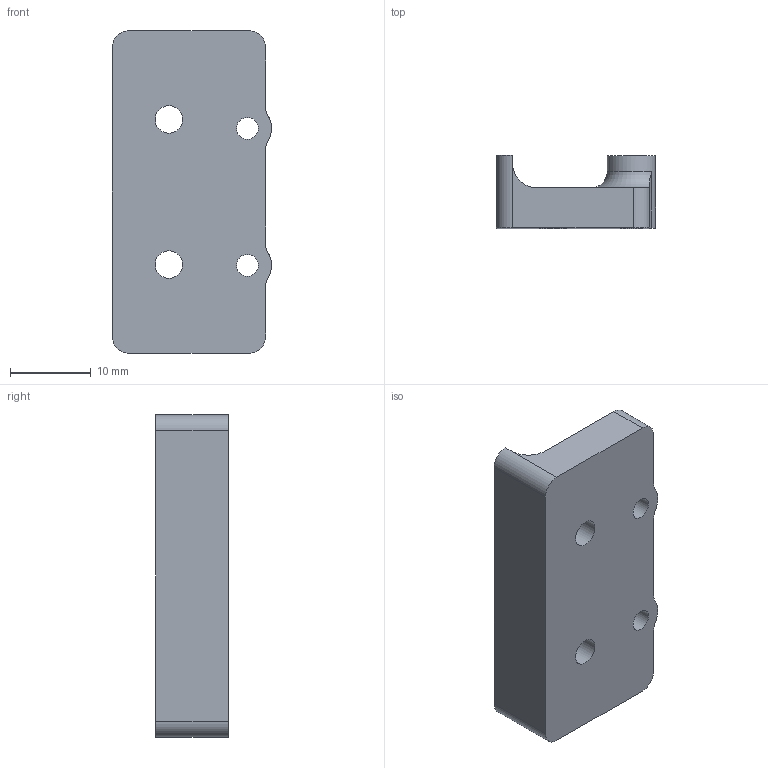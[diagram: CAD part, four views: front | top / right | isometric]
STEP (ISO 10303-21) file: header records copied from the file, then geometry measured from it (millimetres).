
FILE_DESCRIPTION(/* description */ ('STEP AP203','CAx-IF Rec.Pracs.---Representation and Presentation of Product Manufacturing Information (PMI)---4.0---2014-10-13'),/* implementation_level */ '2;1');
FILE_NAME(/* name */ 'KY-040 Rotary Encoder DIN Mount.step',/* time_stamp */ '2024-12-31T04:42:29+09:00',/* author */ (''),/* organization */ (''),/* preprocessor_version */ 'ST-DEVELOPER v20',/* originating_system */ 'Autodesk Translation Framework v13.20.0.188',/* authorisation */ '');
FILE_SCHEMA (('AP242_MANAGED_MODEL_BASED_3D_ENGINEERING_MIM_LF { 1 0 10303 442 1 1 4 }'));
Length unit declared in the file: millimetre
Products named in the file (2): KY-040 Rotary Encoder; DIN Mount
Assembly tree (1 placements, depth 2):
  KY-040 Rotary Encoder
    DIN Mount
Bounding box: 19.75 x 9 x 40 mm (x, y, z)
Volume: 4177 mm3; surface area: 2744.2 mm2
Topology: 1 solids, 1 shells, 33 faces, 91 edges, 60 vertices
Faces by surface type: cylinder 17, plane 14, torus 2
Full cylindrical faces by diameter (mm): 2.7 x2, 3.4 x2, 6 x4
Entity records: 1208 total; most frequent: CARTESIAN_POINT 279, DIRECTION 191, ORIENTED_EDGE 182, EDGE_CURVE 91, AXIS2_PLACEMENT_3D 74, VERTEX_POINT 60, LINE 43, VECTOR 43
